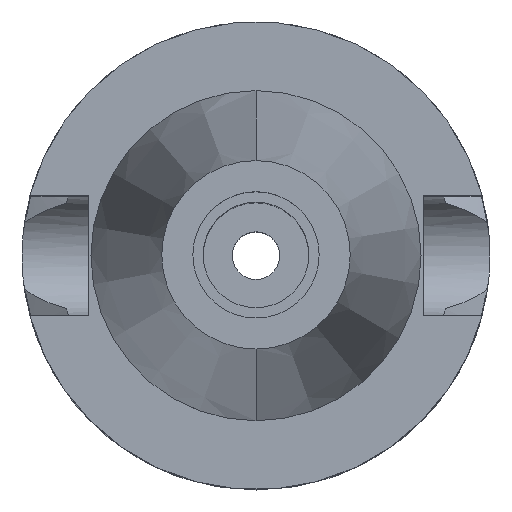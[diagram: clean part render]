
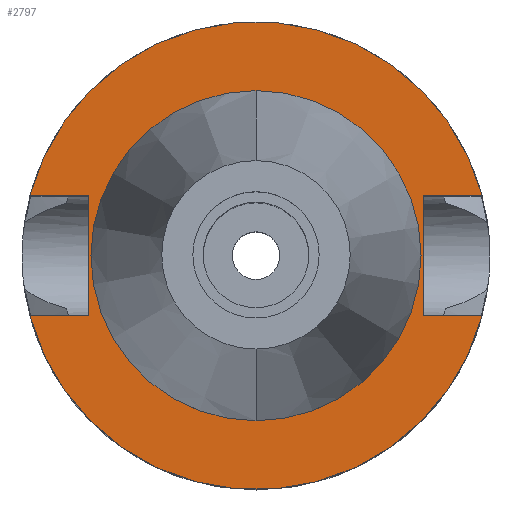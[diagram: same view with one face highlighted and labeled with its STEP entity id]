
A CAD part, top view. The second image highlights one B-rep face of the part: STEP entity #2797.
In plain terms, the highlighted planar face has unit normal (0, 0, 1).
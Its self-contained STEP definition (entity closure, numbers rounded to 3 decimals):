
#36 = DIRECTION ( 'NONE',  ( 0., 0., -1. ) ) ;
#63 = VERTEX_POINT ( 'NONE', #2038 ) ;
#130 = AXIS2_PLACEMENT_3D ( 'NONE', #1598, #1709, #541 ) ;
#132 = AXIS2_PLACEMENT_3D ( 'NONE', #2440, #1976, #1060 ) ;
#288 = CARTESIAN_POINT ( 'NONE',  ( -30.454, -8.05, -1. ) ) ;
#301 = PLANE ( 'NONE',  #1471 ) ;
#328 = EDGE_CURVE ( 'NONE', #2644, #1061, #376, .T. ) ;
#342 = ORIENTED_EDGE ( 'NONE', *, *, #2570, .F. ) ;
#358 = VERTEX_POINT ( 'NONE', #1459 ) ;
#359 = CARTESIAN_POINT ( 'NONE',  ( 22.5, 8.05, -1. ) ) ;
#376 = CIRCLE ( 'NONE', #130, 22.225 ) ;
#452 = EDGE_CURVE ( 'NONE', #625, #2268, #473, .T. ) ;
#473 = CIRCLE ( 'NONE', #132, 31.5 ) ;
#482 = VECTOR ( 'NONE', #711, 1000. ) ;
#538 = AXIS2_PLACEMENT_3D ( 'NONE', #592, #1331, #2278 ) ;
#541 = DIRECTION ( 'NONE',  ( 0., 1., 0. ) ) ;
#557 = CARTESIAN_POINT ( 'NONE',  ( -30.454, 8.05, -1. ) ) ;
#592 = CARTESIAN_POINT ( 'NONE',  ( 0., 0., -1. ) ) ;
#615 = CARTESIAN_POINT ( 'NONE',  ( 22.5, 8.05, -1. ) ) ;
#625 = VERTEX_POINT ( 'NONE', #2337 ) ;
#704 = EDGE_CURVE ( 'NONE', #358, #2268, #717, .T. ) ;
#711 = DIRECTION ( 'NONE',  ( 0., 1., 0. ) ) ;
#717 = LINE ( 'NONE', #1796, #2209 ) ;
#764 = ORIENTED_EDGE ( 'NONE', *, *, #2176, .F. ) ;
#769 = EDGE_CURVE ( 'NONE', #2140, #625, #2445, .T. ) ;
#773 = FACE_BOUND ( 'NONE', #2494, .T. ) ;
#790 = ORIENTED_EDGE ( 'NONE', *, *, #1908, .F. ) ;
#798 = VERTEX_POINT ( 'NONE', #2868 ) ;
#854 = CARTESIAN_POINT ( 'NONE',  ( 30.454, 8.05, -1. ) ) ;
#909 = ORIENTED_EDGE ( 'NONE', *, *, #3042, .F. ) ;
#920 = CARTESIAN_POINT ( 'NONE',  ( 22.5, -8.05, -1. ) ) ;
#977 = CIRCLE ( 'NONE', #1914, 31.5 ) ;
#1048 = LINE ( 'NONE', #359, #2073 ) ;
#1060 = DIRECTION ( 'NONE',  ( 0., -1., 0. ) ) ;
#1061 = VERTEX_POINT ( 'NONE', #2283 ) ;
#1194 = CARTESIAN_POINT ( 'NONE',  ( -22.5, -8.05, -1. ) ) ;
#1239 = VERTEX_POINT ( 'NONE', #854 ) ;
#1255 = FACE_OUTER_BOUND ( 'NONE', #1939, .T. ) ;
#1331 = DIRECTION ( 'NONE',  ( 0., 0., 1. ) ) ;
#1363 = ORIENTED_EDGE ( 'NONE', *, *, #452, .F. ) ;
#1423 = DIRECTION ( 'NONE',  ( -1., 0., 0. ) ) ;
#1458 = VECTOR ( 'NONE', #2629, 1000. ) ;
#1459 = CARTESIAN_POINT ( 'NONE',  ( -22.5, -8.05, -1. ) ) ;
#1471 = AXIS2_PLACEMENT_3D ( 'NONE', #2860, #36, #2211 ) ;
#1503 = LINE ( 'NONE', #615, #1915 ) ;
#1521 = EDGE_CURVE ( 'NONE', #798, #2412, #1718, .T. ) ;
#1598 = CARTESIAN_POINT ( 'NONE',  ( 0., 0., -1. ) ) ;
#1629 = EDGE_CURVE ( 'NONE', #63, #1239, #1503, .T. ) ;
#1654 = DIRECTION ( 'NONE',  ( -1., 0., 0. ) ) ;
#1709 = DIRECTION ( 'NONE',  ( 0., 0., 1. ) ) ;
#1711 = ORIENTED_EDGE ( 'NONE', *, *, #1629, .T. ) ;
#1718 = LINE ( 'NONE', #2916, #2456 ) ;
#1780 = DIRECTION ( 'NONE',  ( 0., 1., 0. ) ) ;
#1796 = CARTESIAN_POINT ( 'NONE',  ( -22.5, -8.05, -1. ) ) ;
#1875 = CIRCLE ( 'NONE', #538, 22.225 ) ;
#1903 = LINE ( 'NONE', #1194, #482 ) ;
#1908 = EDGE_CURVE ( 'NONE', #63, #2140, #1048, .T. ) ;
#1914 = AXIS2_PLACEMENT_3D ( 'NONE', #2253, #2274, #1780 ) ;
#1915 = VECTOR ( 'NONE', #2747, 1000. ) ;
#1916 = ORIENTED_EDGE ( 'NONE', *, *, #328, .F. ) ;
#1939 = EDGE_LOOP ( 'NONE', ( #2791, #1363, #1983, #790, #1711, #909, #2146, #764 ) ) ;
#1976 = DIRECTION ( 'NONE',  ( 0., 0., -1. ) ) ;
#1983 = ORIENTED_EDGE ( 'NONE', *, *, #769, .F. ) ;
#1993 = DIRECTION ( 'NONE',  ( 0., -1., 0. ) ) ;
#2038 = CARTESIAN_POINT ( 'NONE',  ( 22.5, 8.05, -1. ) ) ;
#2073 = VECTOR ( 'NONE', #1993, 1000. ) ;
#2140 = VERTEX_POINT ( 'NONE', #920 ) ;
#2146 = ORIENTED_EDGE ( 'NONE', *, *, #1521, .F. ) ;
#2176 = EDGE_CURVE ( 'NONE', #358, #798, #1903, .T. ) ;
#2209 = VECTOR ( 'NONE', #1654, 1000. ) ;
#2211 = DIRECTION ( 'NONE',  ( 0., -1., 0. ) ) ;
#2253 = CARTESIAN_POINT ( 'NONE',  ( 0., 0., -1. ) ) ;
#2268 = VERTEX_POINT ( 'NONE', #288 ) ;
#2274 = DIRECTION ( 'NONE',  ( 0., 0., -1. ) ) ;
#2278 = DIRECTION ( 'NONE',  ( 0., -1., 0. ) ) ;
#2283 = CARTESIAN_POINT ( 'NONE',  ( 0., -22.225, -1. ) ) ;
#2337 = CARTESIAN_POINT ( 'NONE',  ( 30.454, -8.05, -1. ) ) ;
#2412 = VERTEX_POINT ( 'NONE', #557 ) ;
#2440 = CARTESIAN_POINT ( 'NONE',  ( 0., 0., -1. ) ) ;
#2445 = LINE ( 'NONE', #2851, #1458 ) ;
#2456 = VECTOR ( 'NONE', #1423, 1000. ) ;
#2494 = EDGE_LOOP ( 'NONE', ( #1916, #342 ) ) ;
#2570 = EDGE_CURVE ( 'NONE', #1061, #2644, #1875, .T. ) ;
#2629 = DIRECTION ( 'NONE',  ( 1., 0., 0. ) ) ;
#2644 = VERTEX_POINT ( 'NONE', #2709 ) ;
#2709 = CARTESIAN_POINT ( 'NONE',  ( 0., 22.225, -1. ) ) ;
#2747 = DIRECTION ( 'NONE',  ( 1., 0., 0. ) ) ;
#2791 = ORIENTED_EDGE ( 'NONE', *, *, #704, .T. ) ;
#2797 = ADVANCED_FACE ( 'NONE', ( #1255, #773 ), #301, .F. ) ;
#2851 = CARTESIAN_POINT ( 'NONE',  ( 22.5, -8.05, -1. ) ) ;
#2860 = CARTESIAN_POINT ( 'NONE',  ( 0., 0., -1. ) ) ;
#2868 = CARTESIAN_POINT ( 'NONE',  ( -22.5, 8.05, -1. ) ) ;
#2916 = CARTESIAN_POINT ( 'NONE',  ( -22.5, 8.05, -1. ) ) ;
#3042 = EDGE_CURVE ( 'NONE', #2412, #1239, #977, .T. ) ;
